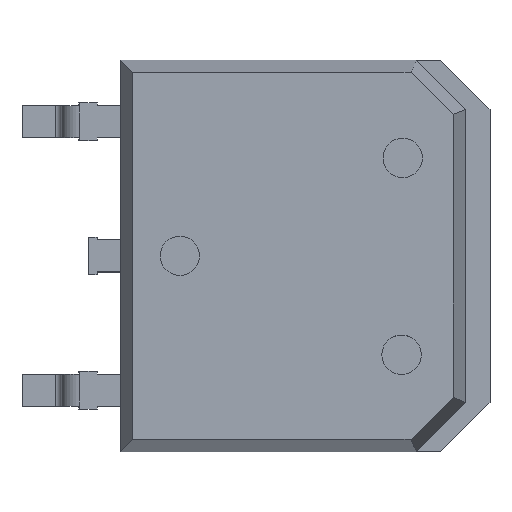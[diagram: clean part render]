
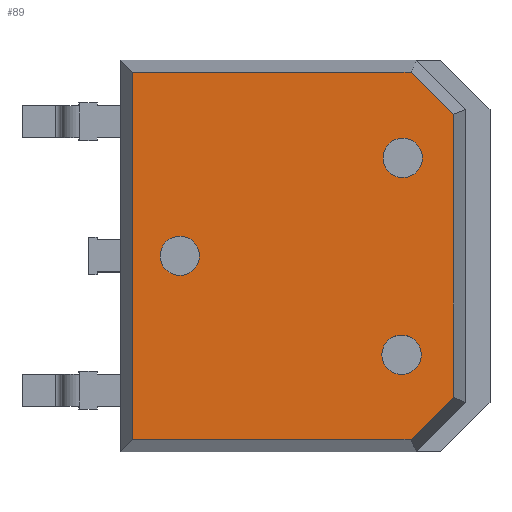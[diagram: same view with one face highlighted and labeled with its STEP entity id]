
A CAD part, top view. The second image highlights one B-rep face of the part: STEP entity #89.
In plain terms, the highlighted planar face has unit normal (0, 0, 1).
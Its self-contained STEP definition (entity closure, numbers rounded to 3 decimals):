
#89 = ADVANCED_FACE('',(#90,#140,#151,#162),#173,.T.);
#90 = FACE_BOUND('',#91,.T.);
#91 = EDGE_LOOP('',(#92,#102,#110,#118,#126,#134));
#92 = ORIENTED_EDGE('',*,*,#93,.T.);
#93 = EDGE_CURVE('',#94,#96,#98,.T.);
#94 = VERTEX_POINT('',#95);
#95 = CARTESIAN_POINT('',(-6.5,-7.45,5.02));
#96 = VERTEX_POINT('',#97);
#97 = CARTESIAN_POINT('',(4.793,-7.45,5.02));
#98 = LINE('',#99,#100);
#99 = CARTESIAN_POINT('',(-7.,-7.45,5.02));
#100 = VECTOR('',#101,1.);
#101 = DIRECTION('',(1.,0.,0.));
#102 = ORIENTED_EDGE('',*,*,#103,.T.);
#103 = EDGE_CURVE('',#96,#104,#106,.T.);
#104 = VERTEX_POINT('',#105);
#105 = CARTESIAN_POINT('',(6.5,-5.743,5.02));
#106 = LINE('',#107,#108);
#107 = CARTESIAN_POINT('',(4.646,-7.596,5.02));
#108 = VECTOR('',#109,1.);
#109 = DIRECTION('',(0.707,0.707,-0.));
#110 = ORIENTED_EDGE('',*,*,#111,.T.);
#111 = EDGE_CURVE('',#104,#112,#114,.T.);
#112 = VERTEX_POINT('',#113);
#113 = CARTESIAN_POINT('',(6.5,5.743,5.02));
#114 = LINE('',#115,#116);
#115 = CARTESIAN_POINT('',(6.5,-5.243,5.02));
#116 = VECTOR('',#117,1.);
#117 = DIRECTION('',(0.,1.,0.));
#118 = ORIENTED_EDGE('',*,*,#119,.T.);
#119 = EDGE_CURVE('',#112,#120,#122,.T.);
#120 = VERTEX_POINT('',#121);
#121 = CARTESIAN_POINT('',(4.793,7.45,5.02));
#122 = LINE('',#123,#124);
#123 = CARTESIAN_POINT('',(6.646,5.596,5.02));
#124 = VECTOR('',#125,1.);
#125 = DIRECTION('',(-0.707,0.707,0.));
#126 = ORIENTED_EDGE('',*,*,#127,.T.);
#127 = EDGE_CURVE('',#120,#128,#130,.T.);
#128 = VERTEX_POINT('',#129);
#129 = CARTESIAN_POINT('',(-6.5,7.45,5.02));
#130 = LINE('',#131,#132);
#131 = CARTESIAN_POINT('',(4.293,7.45,5.02));
#132 = VECTOR('',#133,1.);
#133 = DIRECTION('',(-1.,0.,0.));
#134 = ORIENTED_EDGE('',*,*,#135,.T.);
#135 = EDGE_CURVE('',#128,#94,#136,.T.);
#136 = LINE('',#137,#138);
#137 = CARTESIAN_POINT('',(-6.5,7.45,5.02));
#138 = VECTOR('',#139,1.);
#139 = DIRECTION('',(0.,-1.,0.));
#140 = FACE_BOUND('',#141,.T.);
#141 = EDGE_LOOP('',(#142));
#142 = ORIENTED_EDGE('',*,*,#143,.T.);
#143 = EDGE_CURVE('',#144,#144,#146,.T.);
#144 = VERTEX_POINT('',#145);
#145 = CARTESIAN_POINT('',(3.609,-4.018,5.02));
#146 = CIRCLE('',#147,0.8);
#147 = AXIS2_PLACEMENT_3D('',#148,#149,#150);
#148 = CARTESIAN_POINT('',(4.409,-4.018,5.02));
#149 = DIRECTION('',(0.,0.,-1.));
#150 = DIRECTION('',(-1.,0.,0.));
#151 = FACE_BOUND('',#152,.T.);
#152 = EDGE_LOOP('',(#153));
#153 = ORIENTED_EDGE('',*,*,#154,.T.);
#154 = EDGE_CURVE('',#155,#155,#157,.T.);
#155 = VERTEX_POINT('',#156);
#156 = CARTESIAN_POINT('',(-5.391,0.,5.02));
#157 = CIRCLE('',#158,0.8);
#158 = AXIS2_PLACEMENT_3D('',#159,#160,#161);
#159 = CARTESIAN_POINT('',(-4.591,0.,5.02));
#160 = DIRECTION('',(0.,0.,-1.));
#161 = DIRECTION('',(-1.,0.,0.));
#162 = FACE_BOUND('',#163,.T.);
#163 = EDGE_LOOP('',(#164));
#164 = ORIENTED_EDGE('',*,*,#165,.T.);
#165 = EDGE_CURVE('',#166,#166,#168,.T.);
#166 = VERTEX_POINT('',#167);
#167 = CARTESIAN_POINT('',(3.657,3.975,5.02));
#168 = CIRCLE('',#169,0.8);
#169 = AXIS2_PLACEMENT_3D('',#170,#171,#172);
#170 = CARTESIAN_POINT('',(4.457,3.975,5.02));
#171 = DIRECTION('',(0.,0.,-1.));
#172 = DIRECTION('',(-1.,0.,0.));
#173 = PLANE('',#174);
#174 = AXIS2_PLACEMENT_3D('',#175,#176,#177);
#175 = CARTESIAN_POINT('',(0.,0.,5.02));
#176 = DIRECTION('',(0.,0.,1.));
#177 = DIRECTION('',(1.,0.,-0.));
